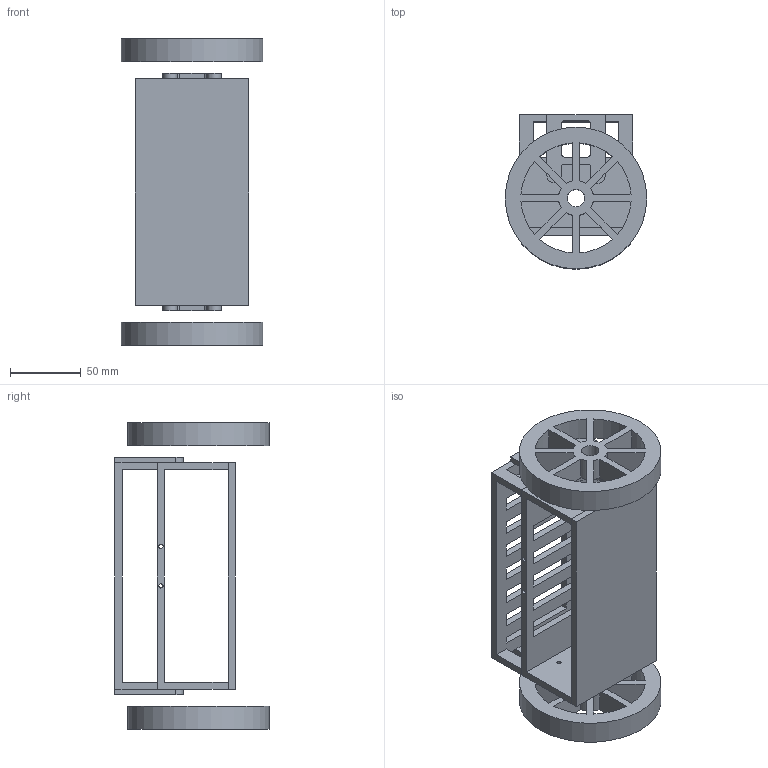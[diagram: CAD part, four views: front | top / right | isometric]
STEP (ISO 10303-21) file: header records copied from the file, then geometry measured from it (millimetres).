
FILE_DESCRIPTION(/* description */ (''),/* implementation_level */ '2;1');
FILE_NAME(/* name */ 'cbf3e147-7158-4cb6-8e83-2b39a732400d.stp',/* time_stamp */ '2025-12-12T14:50:49Z',/* author */ (''),/* organization */ (''),/* preprocessor_version */ 'ST-DEVELOPER v20.1',/* originating_system */ 'Autodesk Translation Framework v14.24.0.0',/* authorisation */ '');
FILE_SCHEMA (('AUTOMOTIVE_DESIGN { 1 0 10303 214 3 1 1 }'));
Length unit declared in the file: millimetre
Products named in the file (2): nuevo intento xd; opción 2 rueds temporal
Assembly tree (2 placements, depth 2):
  nuevo intento xd
    opción 2 rueds temporal  x2
Bounding box: 100.04 x 108.89 x 216.8 mm (x, y, z)
Volume: 344280.1 mm3; surface area: 153555.4 mm2
Topology: 5 solids, 5 shells, 217 faces, 619 edges, 410 vertices
Faces by surface type: plane 148, cylinder 69
Full cylindrical faces by diameter (mm): 2.5 x4, 3 x11, 12.3 x2, 25 x2, 100.04 x2
Entity records: 6097 total; most frequent: CARTESIAN_POINT 1044, ORIENTED_EDGE 1034, DIRECTION 993, EDGE_CURVE 517, LINE 411, VECTOR 411, VERTEX_POINT 342, AXIS2_PLACEMENT_3D 291
